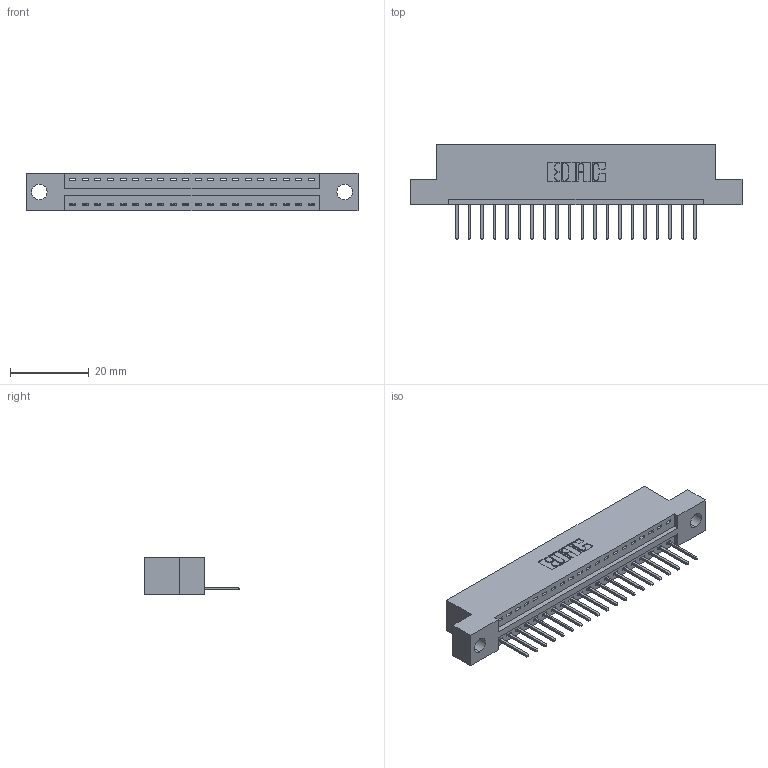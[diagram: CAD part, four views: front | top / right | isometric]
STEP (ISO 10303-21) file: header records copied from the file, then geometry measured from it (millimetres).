
FILE_DESCRIPTION (( 'STEP AP203' ), '1' );
FILE_NAME ('346-020-526-104.STEP', '2022-05-05T16:38:46', ( '' ), ( '' ), 'SwSTEP 2.0', 'SolidWorks 2020', '' );
FILE_SCHEMA (( 'CONFIG_CONTROL_DESIGN' ));
Length unit declared in the file: inch
Products named in the file (3): 346-020-526-104; 345-292-001_345-293-126; 346 Part_Flush Mounting Lugs - 0.156 Dia-TH
Assembly tree (21 placements, depth 2):
  346-020-526-104
    346 Part_Flush Mounting Lugs - 0.156 Dia-TH
    345-292-001_345-293-126  x20
Bounding box: 84.07 x 24.13 x 9.4 mm (x, y, z)
Volume: 7774.3 mm3; surface area: 9297.2 mm2
Topology: 21 solids, 21 shells, 1296 faces, 3885 edges, 2562 vertices
Faces by surface type: plane 890, cylinder 406
Entity records: 15811 total; most frequent: CARTESIAN_POINT 2726, ORIENTED_EDGE 2678, DIRECTION 2431, EDGE_CURVE 1339, LINE 1127, VECTOR 1127, VERTEX_POINT 890, AXIS2_PLACEMENT_3D 652
